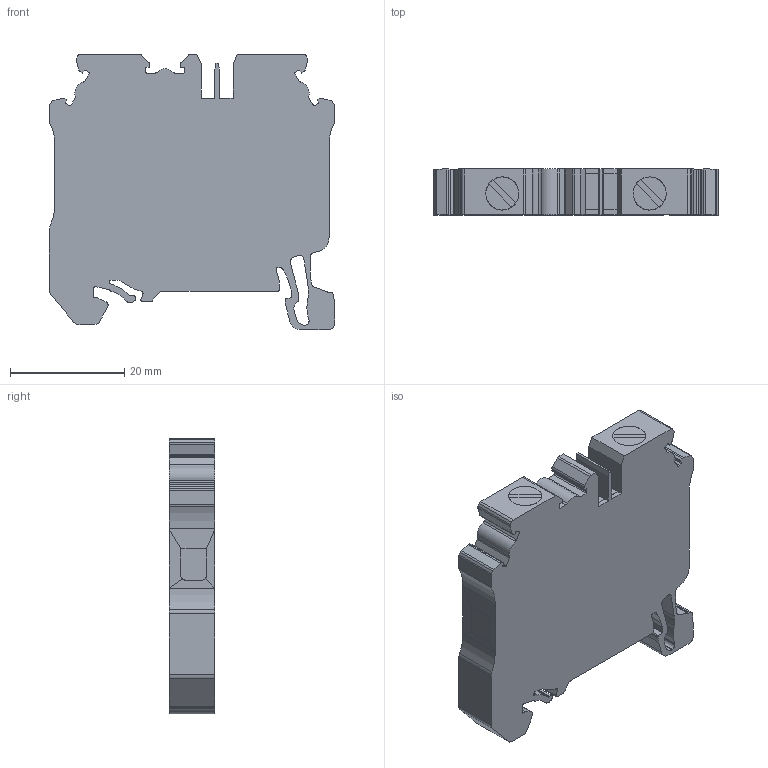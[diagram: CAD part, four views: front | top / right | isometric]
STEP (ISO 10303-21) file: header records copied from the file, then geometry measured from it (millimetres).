
FILE_DESCRIPTION (( 'STEP AP214' ), '1' );
FILE_NAME ('cy6 gr.STEP', '2024-10-30T13:37:33', ( '' ), ( '' ), 'SwSTEP 2.0', 'SolidWorks 2022', '' );
FILE_SCHEMA (( 'AUTOMOTIVE_DESIGN' ));
Length unit declared in the file: millimetre
Products named in the file (1): cy6 gr
Bounding box: 50 x 8 x 48.25 mm (x, y, z)
Volume: 15425 mm3; surface area: 6292.8 mm2
Topology: 1 solids, 1 shells, 262 faces, 754 edges, 496 vertices
Faces by surface type: plane 150, cylinder 112
Entity records: 8696 total; most frequent: DIRECTION 1516, CARTESIAN_POINT 1513, ORIENTED_EDGE 1508, EDGE_CURVE 754, VECTOR 518, LINE 518, AXIS2_PLACEMENT_3D 499, VERTEX_POINT 496
